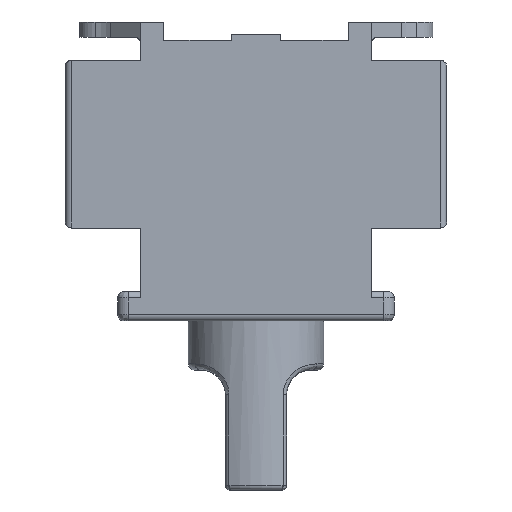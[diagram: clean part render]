
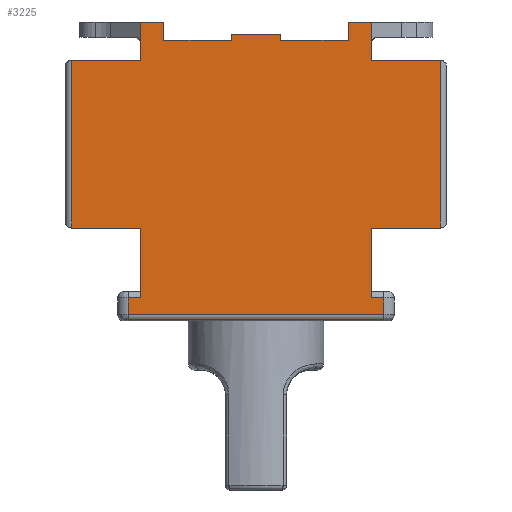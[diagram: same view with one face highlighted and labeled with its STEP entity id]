
A CAD part, left-side view. The second image highlights one B-rep face of the part: STEP entity #3225.
In plain terms, the highlighted planar face has unit normal (-1, 0, 0).
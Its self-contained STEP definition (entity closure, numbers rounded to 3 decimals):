
#1=DIRECTION('',(0.,-1.,0.));
#2=VECTOR('',#1,22.5);
#3=CARTESIAN_POINT('',(-45.,-37.5,-12.5));
#4=LINE('',#3,#2);
#5=DIRECTION('',(0.,0.,1.));
#6=VECTOR('',#5,54.5);
#7=CARTESIAN_POINT('',(-45.,-60.,-67.));
#8=LINE('',#7,#6);
#9=DIRECTION('',(0.,1.,0.));
#10=VECTOR('',#9,22.5);
#11=CARTESIAN_POINT('',(-45.,-60.,-67.));
#12=LINE('',#11,#10);
#13=DIRECTION('',(0.,1.,0.));
#14=VECTOR('',#13,4.);
#15=CARTESIAN_POINT('',(-45.,-41.5,-89.7));
#16=LINE('',#15,#14);
#17=DIRECTION('',(0.,0.,1.));
#18=VECTOR('',#17,5.5);
#19=CARTESIAN_POINT('',(-45.,-41.5,-95.2));
#20=LINE('',#19,#18);
#21=DIRECTION('',(0.,-1.,0.));
#22=VECTOR('',#21,83.);
#23=CARTESIAN_POINT('',(-45.,41.5,-95.2));
#24=LINE('',#23,#22);
#25=DIRECTION('',(0.,0.,-1.));
#26=VECTOR('',#25,5.5);
#27=CARTESIAN_POINT('',(-45.,41.5,-89.7));
#28=LINE('',#27,#26);
#29=DIRECTION('',(0.,1.,0.));
#30=VECTOR('',#29,4.);
#31=CARTESIAN_POINT('',(-45.,37.5,-89.7));
#32=LINE('',#31,#30);
#33=DIRECTION('',(0.,1.,0.));
#34=VECTOR('',#33,22.5);
#35=CARTESIAN_POINT('',(-45.,37.5,-67.));
#36=LINE('',#35,#34);
#37=DIRECTION('',(0.,0.,-1.));
#38=VECTOR('',#37,54.5);
#39=CARTESIAN_POINT('',(-45.,60.,-12.5));
#40=LINE('',#39,#38);
#41=DIRECTION('',(0.,-1.,0.));
#42=VECTOR('',#41,22.5);
#43=CARTESIAN_POINT('',(-45.,60.,-12.5));
#44=LINE('',#43,#42);
#45=DIRECTION('',(0.,0.,1.));
#46=VECTOR('',#45,12.5);
#47=CARTESIAN_POINT('',(-45.,37.5,-12.5));
#48=LINE('',#47,#46);
#49=DIRECTION('',(0.,-1.,0.));
#50=VECTOR('',#49,7.5);
#51=CARTESIAN_POINT('',(-45.,37.5,0.));
#52=LINE('',#51,#50);
#53=DIRECTION('',(0.,0.,-1.));
#54=VECTOR('',#53,6.);
#55=CARTESIAN_POINT('',(-45.,30.,0.));
#56=LINE('',#55,#54);
#57=DIRECTION('',(0.,-1.,0.));
#58=VECTOR('',#57,22.);
#59=CARTESIAN_POINT('',(-45.,30.,-6.));
#60=LINE('',#59,#58);
#61=DIRECTION('',(0.,0.,1.));
#62=VECTOR('',#61,2.);
#63=CARTESIAN_POINT('',(-45.,8.,-6.));
#64=LINE('',#63,#62);
#65=DIRECTION('',(0.,-1.,0.));
#66=VECTOR('',#65,16.);
#67=CARTESIAN_POINT('',(-45.,8.,-4.));
#68=LINE('',#67,#66);
#69=DIRECTION('',(0.,0.,-1.));
#70=VECTOR('',#69,2.);
#71=CARTESIAN_POINT('',(-45.,-8.,-4.));
#72=LINE('',#71,#70);
#73=DIRECTION('',(0.,-1.,0.));
#74=VECTOR('',#73,22.);
#75=CARTESIAN_POINT('',(-45.,-8.,-6.));
#76=LINE('',#75,#74);
#77=DIRECTION('',(0.,0.,-1.));
#78=VECTOR('',#77,6.);
#79=CARTESIAN_POINT('',(-45.,-30.,0.));
#80=LINE('',#79,#78);
#81=DIRECTION('',(0.,-1.,0.));
#82=VECTOR('',#81,7.5);
#83=CARTESIAN_POINT('',(-45.,-30.,0.));
#84=LINE('',#83,#82);
#85=DIRECTION('',(0.,0.,-1.));
#86=VECTOR('',#85,12.5);
#87=CARTESIAN_POINT('',(-45.,-37.5,0.));
#88=LINE('',#87,#86);
#567=DIRECTION('',(0.,0.,-1.));
#568=VECTOR('',#567,22.7);
#569=CARTESIAN_POINT('',(-45.,37.5,-67.));
#570=LINE('',#569,#568);
#1473=DIRECTION('',(0.,0.,1.));
#1474=VECTOR('',#1473,22.7);
#1475=CARTESIAN_POINT('',(-45.,-37.5,-89.7));
#1476=LINE('',#1475,#1474);
#2476=CARTESIAN_POINT('',(-45.,-37.5,0.));
#2477=CARTESIAN_POINT('',(-45.,-37.5,-12.5));
#2478=VERTEX_POINT('',#2476);
#2479=VERTEX_POINT('',#2477);
#2648=CARTESIAN_POINT('',(-45.,-37.5,-89.7));
#2649=VERTEX_POINT('',#2648);
#2650=CARTESIAN_POINT('',(-45.,-37.5,-67.));
#2651=VERTEX_POINT('',#2650);
#2674=CARTESIAN_POINT('',(-45.,-41.5,-95.2));
#2675=CARTESIAN_POINT('',(-45.,-41.5,-89.7));
#2676=VERTEX_POINT('',#2674);
#2677=VERTEX_POINT('',#2675);
#2690=CARTESIAN_POINT('',(-45.,41.5,-95.2));
#2691=VERTEX_POINT('',#2690);
#2694=CARTESIAN_POINT('',(-45.,-60.,-12.5));
#2695=VERTEX_POINT('',#2694);
#2726=CARTESIAN_POINT('',(-45.,37.5,-12.5));
#2727=CARTESIAN_POINT('',(-45.,37.5,0.));
#2728=VERTEX_POINT('',#2726);
#2729=VERTEX_POINT('',#2727);
#2734=CARTESIAN_POINT('',(-45.,37.5,-67.));
#2736=VERTEX_POINT('',#2734);
#2790=CARTESIAN_POINT('',(-45.,37.5,-89.7));
#2791=VERTEX_POINT('',#2790);
#2798=CARTESIAN_POINT('',(-45.,41.5,-89.7));
#2799=VERTEX_POINT('',#2798);
#2818=CARTESIAN_POINT('',(-45.,-60.,-67.));
#2819=VERTEX_POINT('',#2818);
#2838=CARTESIAN_POINT('',(-45.,60.,-67.));
#2839=VERTEX_POINT('',#2838);
#2842=CARTESIAN_POINT('',(-45.,60.,-12.5));
#2843=VERTEX_POINT('',#2842);
#2866=CARTESIAN_POINT('',(-45.,30.,0.));
#2867=CARTESIAN_POINT('',(-45.,30.,-6.));
#2868=VERTEX_POINT('',#2866);
#2869=VERTEX_POINT('',#2867);
#2870=CARTESIAN_POINT('',(-45.,8.,-6.));
#2871=VERTEX_POINT('',#2870);
#2872=CARTESIAN_POINT('',(-45.,8.,-4.));
#2873=VERTEX_POINT('',#2872);
#2874=CARTESIAN_POINT('',(-45.,-8.,-4.));
#2875=VERTEX_POINT('',#2874);
#2876=CARTESIAN_POINT('',(-45.,-8.,-6.));
#2877=VERTEX_POINT('',#2876);
#2878=CARTESIAN_POINT('',(-45.,-30.,-6.));
#2879=VERTEX_POINT('',#2878);
#2880=CARTESIAN_POINT('',(-45.,-30.,0.));
#2881=VERTEX_POINT('',#2880);
#3170=CARTESIAN_POINT('',(-45.,0.,0.));
#3171=DIRECTION('',(1.,0.,0.));
#3172=DIRECTION('',(0.,-1.,0.));
#3173=AXIS2_PLACEMENT_3D('',#3170,#3171,#3172);
#3174=PLANE('',#3173);
#3176=ORIENTED_EDGE('',*,*,#3175,.T.);
#3178=ORIENTED_EDGE('',*,*,#3177,.F.);
#3180=ORIENTED_EDGE('',*,*,#3179,.T.);
#3182=ORIENTED_EDGE('',*,*,#3181,.F.);
#3184=ORIENTED_EDGE('',*,*,#3183,.F.);
#3186=ORIENTED_EDGE('',*,*,#3185,.F.);
#3188=ORIENTED_EDGE('',*,*,#3187,.F.);
#3190=ORIENTED_EDGE('',*,*,#3189,.F.);
#3192=ORIENTED_EDGE('',*,*,#3191,.F.);
#3194=ORIENTED_EDGE('',*,*,#3193,.F.);
#3196=ORIENTED_EDGE('',*,*,#3195,.T.);
#3198=ORIENTED_EDGE('',*,*,#3197,.F.);
#3200=ORIENTED_EDGE('',*,*,#3199,.T.);
#3202=ORIENTED_EDGE('',*,*,#3201,.T.);
#3204=ORIENTED_EDGE('',*,*,#3203,.T.);
#3206=ORIENTED_EDGE('',*,*,#3205,.T.);
#3208=ORIENTED_EDGE('',*,*,#3207,.T.);
#3210=ORIENTED_EDGE('',*,*,#3209,.T.);
#3212=ORIENTED_EDGE('',*,*,#3211,.T.);
#3214=ORIENTED_EDGE('',*,*,#3213,.T.);
#3216=ORIENTED_EDGE('',*,*,#3215,.T.);
#3218=ORIENTED_EDGE('',*,*,#3217,.F.);
#3220=ORIENTED_EDGE('',*,*,#3219,.T.);
#3222=ORIENTED_EDGE('',*,*,#3221,.T.);
#3223=EDGE_LOOP('',(#3176,#3178,#3180,#3182,#3184,#3186,#3188,#3190,#3192,#3194,
#3196,#3198,#3200,#3202,#3204,#3206,#3208,#3210,#3212,#3214,#3216,#3218,#3220,
#3222));
#3224=FACE_OUTER_BOUND('',#3223,.F.);
#3225=ADVANCED_FACE('',(#3224),#3174,.F.);
#3175=EDGE_CURVE('',#2479,#2695,#4,.T.);
#3177=EDGE_CURVE('',#2819,#2695,#8,.T.);
#3179=EDGE_CURVE('',#2819,#2651,#12,.T.);
#3181=EDGE_CURVE('',#2649,#2651,#1476,.T.);
#3183=EDGE_CURVE('',#2677,#2649,#16,.T.);
#3185=EDGE_CURVE('',#2676,#2677,#20,.T.);
#3187=EDGE_CURVE('',#2691,#2676,#24,.T.);
#3189=EDGE_CURVE('',#2799,#2691,#28,.T.);
#3191=EDGE_CURVE('',#2791,#2799,#32,.T.);
#3193=EDGE_CURVE('',#2736,#2791,#570,.T.);
#3195=EDGE_CURVE('',#2736,#2839,#36,.T.);
#3197=EDGE_CURVE('',#2843,#2839,#40,.T.);
#3199=EDGE_CURVE('',#2843,#2728,#44,.T.);
#3201=EDGE_CURVE('',#2728,#2729,#48,.T.);
#3203=EDGE_CURVE('',#2729,#2868,#52,.T.);
#3205=EDGE_CURVE('',#2868,#2869,#56,.T.);
#3207=EDGE_CURVE('',#2869,#2871,#60,.T.);
#3209=EDGE_CURVE('',#2871,#2873,#64,.T.);
#3211=EDGE_CURVE('',#2873,#2875,#68,.T.);
#3213=EDGE_CURVE('',#2875,#2877,#72,.T.);
#3215=EDGE_CURVE('',#2877,#2879,#76,.T.);
#3217=EDGE_CURVE('',#2881,#2879,#80,.T.);
#3219=EDGE_CURVE('',#2881,#2478,#84,.T.);
#3221=EDGE_CURVE('',#2478,#2479,#88,.T.);
